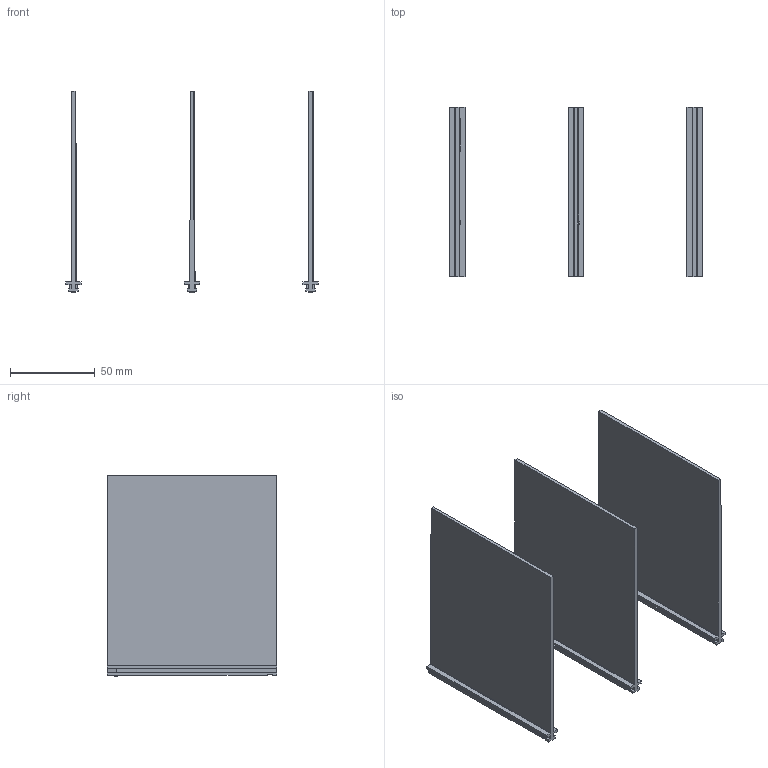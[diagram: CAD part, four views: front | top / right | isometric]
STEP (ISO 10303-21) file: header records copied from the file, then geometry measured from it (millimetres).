
FILE_DESCRIPTION((''),'2;1');
FILE_NAME('1SDH002065A1404_IGES','2019-07-02T',('ITSTCAR1'),(''),'CREO PARAMETRIC BY PTC INC, 2016050','CREO PARAMETRIC BY PTC INC, 2016050','');
FILE_SCHEMA(('AUTOMOTIVE_DESIGN { 1 0 10303 214 1 1 1 1 }'));
Length unit declared in the file: millimetre
Products named in the file (1): 1SDH002065A1404_IGES
Bounding box: 149 x 100 x 118.9 mm (x, y, z)
Volume: 85153.7 mm3; surface area: 80057.2 mm2
Topology: 3 solids, 3 shells, 174 faces, 510 edges, 345 vertices
Faces by surface type: plane 117, cylinder 51, torus 6
Entity records: 7349 total; most frequent: CARTESIAN_POINT 2198, ORIENTED_EDGE 1008, DIRECTION 849, EDGE_CURVE 504, VERTEX_POINT 342, VECTOR 339, LINE 339, AXIS2_PLACEMENT_3D 255
